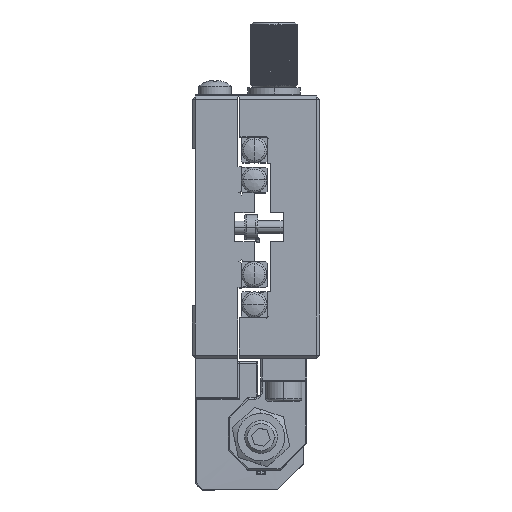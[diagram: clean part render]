
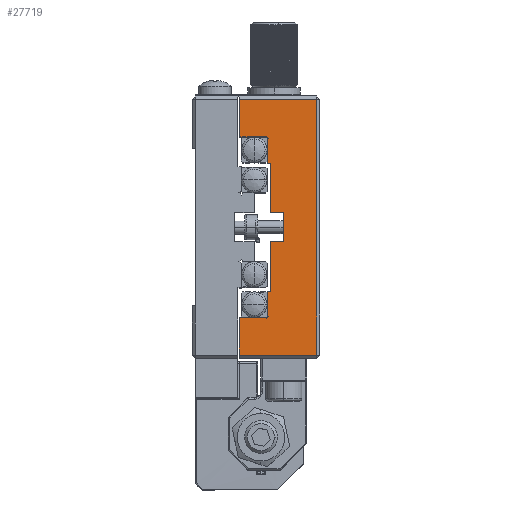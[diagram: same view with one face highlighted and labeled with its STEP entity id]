
A CAD part, top view. The second image highlights one B-rep face of the part: STEP entity #27719.
In plain terms, the highlighted planar face has unit normal (0, 0, -1).
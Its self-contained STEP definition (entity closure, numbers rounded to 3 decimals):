
#1125 = DIRECTION ( 'NONE',  ( 0., -1., 0. ) ) ;
#1579 = VERTEX_POINT ( 'NONE', #38723 ) ;
#1817 = VECTOR ( 'NONE', #3294, 1000. ) ;
#2160 = EDGE_CURVE ( 'NONE', #36391, #20995, #21551, .T. ) ;
#2748 = VECTOR ( 'NONE', #27569, 1000. ) ;
#2775 = CARTESIAN_POINT ( 'NONE',  ( 11.468, 33.734, 40. ) ) ;
#3167 = CARTESIAN_POINT ( 'NONE',  ( 12., 29.75, 40. ) ) ;
#3294 = DIRECTION ( 'NONE',  ( 1., 0., 0. ) ) ;
#3551 = CARTESIAN_POINT ( 'NONE',  ( 7.2, 39.5, 40. ) ) ;
#4009 = CARTESIAN_POINT ( 'NONE',  ( 7.2, 34.104, 40. ) ) ;
#4457 = CARTESIAN_POINT ( 'NONE',  ( 11.5, 10.25, 40. ) ) ;
#4548 = EDGE_CURVE ( 'NONE', #12688, #36391, #34807, .T. ) ;
#4666 = DIRECTION ( 'NONE',  ( 0., -1., 0. ) ) ;
#5495 = CARTESIAN_POINT ( 'NONE',  ( 11.5, 34.104, 40. ) ) ;
#6336 = CARTESIAN_POINT ( 'NONE',  ( 11.468, 6.266, 40. ) ) ;
#6422 = EDGE_CURVE ( 'NONE', #14512, #41907, #8308, .T. ) ;
#7066 = VERTEX_POINT ( 'NONE', #32000 ) ;
#7437 = VECTOR ( 'NONE', #28279, 1000. ) ;
#7587 = VERTEX_POINT ( 'NONE', #6336 ) ;
#7612 = LINE ( 'NONE', #21278, #2748 ) ;
#7807 = ORIENTED_EDGE ( 'NONE', *, *, #14234, .F. ) ;
#7856 = CARTESIAN_POINT ( 'NONE',  ( 7.2, 0.5, 40. ) ) ;
#8308 = LINE ( 'NONE', #14592, #7437 ) ;
#8321 = EDGE_CURVE ( 'NONE', #20995, #40468, #31294, .T. ) ;
#8621 = EDGE_LOOP ( 'NONE', ( #21950, #16255, #26436, #38870, #37755, #38292, #9003, #18867, #28480, #23554, #20088, #32567, #23628, #7807, #44444, #22077 ) ) ;
#9003 = ORIENTED_EDGE ( 'NONE', *, *, #32820, .F. ) ;
#9324 = VECTOR ( 'NONE', #20337, 1000. ) ;
#9712 = CARTESIAN_POINT ( 'NONE',  ( 11.5, 17.75, 40. ) ) ;
#9934 = DIRECTION ( 'NONE',  ( -1., 0., 0. ) ) ;
#9945 = DIRECTION ( 'NONE',  ( -0.008, -1., 0. ) ) ;
#9946 = VERTEX_POINT ( 'NONE', #4457 ) ;
#10137 = VECTOR ( 'NONE', #1125, 1000. ) ;
#10764 = CARTESIAN_POINT ( 'NONE',  ( 7.2, 34.104, 40. ) ) ;
#11214 = CARTESIAN_POINT ( 'NONE',  ( 19., 34.104, 40. ) ) ;
#11735 = PLANE ( 'NONE',  #20245 ) ;
#12421 = EDGE_CURVE ( 'NONE', #19235, #26367, #18585, .T. ) ;
#12688 = VERTEX_POINT ( 'NONE', #3551 ) ;
#12873 = LINE ( 'NONE', #36914, #16745 ) ;
#13151 = CARTESIAN_POINT ( 'NONE',  ( 11.146, 6.25, 40. ) ) ;
#13508 = LINE ( 'NONE', #27202, #35486 ) ;
#13963 = DIRECTION ( 'NONE',  ( -1., 0., 0. ) ) ;
#14234 = EDGE_CURVE ( 'NONE', #41907, #19235, #13508, .T. ) ;
#14252 = EDGE_CURVE ( 'NONE', #26367, #30042, #23614, .T. ) ;
#14512 = VERTEX_POINT ( 'NONE', #3167 ) ;
#14592 = CARTESIAN_POINT ( 'NONE',  ( 12., 34.104, 40. ) ) ;
#14883 = DIRECTION ( 'NONE',  ( 1., 0., 0. ) ) ;
#14988 = CARTESIAN_POINT ( 'NONE',  ( 11.5, 0.5, 40. ) ) ;
#16255 = ORIENTED_EDGE ( 'NONE', *, *, #2160, .F. ) ;
#16597 = CARTESIAN_POINT ( 'NONE',  ( 12., 34.104, 40. ) ) ;
#16745 = VECTOR ( 'NONE', #9934, 1000. ) ;
#17467 = EDGE_CURVE ( 'NONE', #40468, #14512, #41697, .T. ) ;
#18394 = CARTESIAN_POINT ( 'NONE',  ( 11.5, 29.75, 40. ) ) ;
#18574 = EDGE_CURVE ( 'NONE', #21530, #7066, #39492, .T. ) ;
#18585 = LINE ( 'NONE', #25085, #39359 ) ;
#18867 = ORIENTED_EDGE ( 'NONE', *, *, #41042, .F. ) ;
#19151 = DIRECTION ( 'NONE',  ( 0., 0., 1. ) ) ;
#19235 = VERTEX_POINT ( 'NONE', #28963 ) ;
#20088 = ORIENTED_EDGE ( 'NONE', *, *, #35506, .F. ) ;
#20245 = AXIS2_PLACEMENT_3D ( 'NONE', #5495, #19151, #14883 ) ;
#20337 = DIRECTION ( 'NONE',  ( -1., 0., 0. ) ) ;
#20476 = DIRECTION ( 'NONE',  ( 1., 0., 0. ) ) ;
#20713 = VECTOR ( 'NONE', #38173, 1000. ) ;
#20731 = EDGE_CURVE ( 'NONE', #1579, #9946, #7612, .T. ) ;
#20995 = VERTEX_POINT ( 'NONE', #2775 ) ;
#21278 = CARTESIAN_POINT ( 'NONE',  ( 12., 10.25, 40. ) ) ;
#21478 = VECTOR ( 'NONE', #9945, 1000. ) ;
#21530 = VERTEX_POINT ( 'NONE', #7856 ) ;
#21551 = LINE ( 'NONE', #42692, #37606 ) ;
#21950 = ORIENTED_EDGE ( 'NONE', *, *, #8321, .F. ) ;
#21982 = DIRECTION ( 'NONE',  ( 1., 0., 0. ) ) ;
#22077 = ORIENTED_EDGE ( 'NONE', *, *, #17467, .F. ) ;
#23204 = CARTESIAN_POINT ( 'NONE',  ( 11.5, 10.25, 40. ) ) ;
#23281 = VECTOR ( 'NONE', #13963, 1000. ) ;
#23466 = CARTESIAN_POINT ( 'NONE',  ( 12., 29.75, 40. ) ) ;
#23554 = ORIENTED_EDGE ( 'NONE', *, *, #20731, .F. ) ;
#23614 = LINE ( 'NONE', #9712, #23281 ) ;
#23628 = ORIENTED_EDGE ( 'NONE', *, *, #12421, .F. ) ;
#23653 = EDGE_CURVE ( 'NONE', #40258, #12688, #12873, .T. ) ;
#24019 = EDGE_CURVE ( 'NONE', #40258, #7066, #41125, .T. ) ;
#25085 = CARTESIAN_POINT ( 'NONE',  ( 14., 34.104, 40. ) ) ;
#25190 = CARTESIAN_POINT ( 'NONE',  ( 11.468, 33.718, 40. ) ) ;
#26367 = VERTEX_POINT ( 'NONE', #41432 ) ;
#26436 = ORIENTED_EDGE ( 'NONE', *, *, #4548, .F. ) ;
#27005 = CARTESIAN_POINT ( 'NONE',  ( 7.2, 6.25, 40. ) ) ;
#27202 = CARTESIAN_POINT ( 'NONE',  ( 11.5, 22.25, 40. ) ) ;
#27274 = VECTOR ( 'NONE', #38490, 1000. ) ;
#27569 = DIRECTION ( 'NONE',  ( -1., 0., 0. ) ) ;
#27719 = ADVANCED_FACE ( 'NONE', ( #32179 ), #11735, .F. ) ;
#28036 = DIRECTION ( 'NONE',  ( 0., -1., 0. ) ) ;
#28279 = DIRECTION ( 'NONE',  ( 0., -1., 0. ) ) ;
#28480 = ORIENTED_EDGE ( 'NONE', *, *, #41368, .F. ) ;
#28756 = CARTESIAN_POINT ( 'NONE',  ( 12., 17.75, 40. ) ) ;
#28963 = CARTESIAN_POINT ( 'NONE',  ( 14., 22.25, 40. ) ) ;
#30042 = VERTEX_POINT ( 'NONE', #28756 ) ;
#31294 = LINE ( 'NONE', #25190, #27274 ) ;
#31593 = LINE ( 'NONE', #4009, #35670 ) ;
#31965 = CARTESIAN_POINT ( 'NONE',  ( 7.2, 33.75, 40. ) ) ;
#32000 = CARTESIAN_POINT ( 'NONE',  ( 19., 0.5, 40. ) ) ;
#32179 = FACE_OUTER_BOUND ( 'NONE', #8621, .T. ) ;
#32295 = DIRECTION ( 'NONE',  ( 0., -1., 0. ) ) ;
#32567 = ORIENTED_EDGE ( 'NONE', *, *, #14252, .F. ) ;
#32820 = EDGE_CURVE ( 'NONE', #38241, #21530, #31593, .T. ) ;
#34119 = LINE ( 'NONE', #16597, #20713 ) ;
#34807 = LINE ( 'NONE', #10764, #36706 ) ;
#35486 = VECTOR ( 'NONE', #20476, 1000. ) ;
#35506 = EDGE_CURVE ( 'NONE', #30042, #1579, #34119, .T. ) ;
#35670 = VECTOR ( 'NONE', #4666, 1000. ) ;
#36238 = CARTESIAN_POINT ( 'NONE',  ( 19., 39.5, 40. ) ) ;
#36391 = VERTEX_POINT ( 'NONE', #31965 ) ;
#36706 = VECTOR ( 'NONE', #28036, 1000. ) ;
#36914 = CARTESIAN_POINT ( 'NONE',  ( 11.5, 39.5, 40. ) ) ;
#37193 = LINE ( 'NONE', #13151, #9324 ) ;
#37352 = LINE ( 'NONE', #23204, #21478 ) ;
#37606 = VECTOR ( 'NONE', #21982, 1000. ) ;
#37755 = ORIENTED_EDGE ( 'NONE', *, *, #24019, .T. ) ;
#38173 = DIRECTION ( 'NONE',  ( 0., -1., 0. ) ) ;
#38241 = VERTEX_POINT ( 'NONE', #27005 ) ;
#38292 = ORIENTED_EDGE ( 'NONE', *, *, #18574, .F. ) ;
#38490 = DIRECTION ( 'NONE',  ( 0.008, -1., 0. ) ) ;
#38723 = CARTESIAN_POINT ( 'NONE',  ( 12., 10.25, 40. ) ) ;
#38870 = ORIENTED_EDGE ( 'NONE', *, *, #23653, .F. ) ;
#39268 = DIRECTION ( 'NONE',  ( 1., 0., 0. ) ) ;
#39359 = VECTOR ( 'NONE', #32295, 1000. ) ;
#39492 = LINE ( 'NONE', #14988, #41312 ) ;
#40258 = VERTEX_POINT ( 'NONE', #36238 ) ;
#40468 = VERTEX_POINT ( 'NONE', #18394 ) ;
#40912 = CARTESIAN_POINT ( 'NONE',  ( 12., 22.25, 40. ) ) ;
#41042 = EDGE_CURVE ( 'NONE', #7587, #38241, #37193, .T. ) ;
#41125 = LINE ( 'NONE', #11214, #10137 ) ;
#41312 = VECTOR ( 'NONE', #39268, 1000. ) ;
#41368 = EDGE_CURVE ( 'NONE', #9946, #7587, #37352, .T. ) ;
#41432 = CARTESIAN_POINT ( 'NONE',  ( 14., 17.75, 40. ) ) ;
#41697 = LINE ( 'NONE', #23466, #1817 ) ;
#41907 = VERTEX_POINT ( 'NONE', #40912 ) ;
#42692 = CARTESIAN_POINT ( 'NONE',  ( 11.146, 33.75, 40. ) ) ;
#44444 = ORIENTED_EDGE ( 'NONE', *, *, #6422, .F. ) ;
